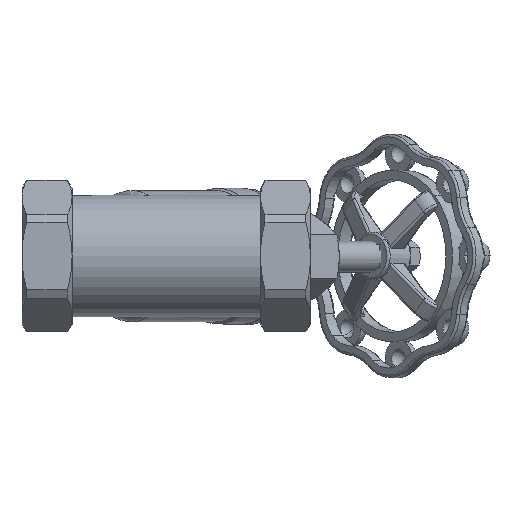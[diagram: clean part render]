
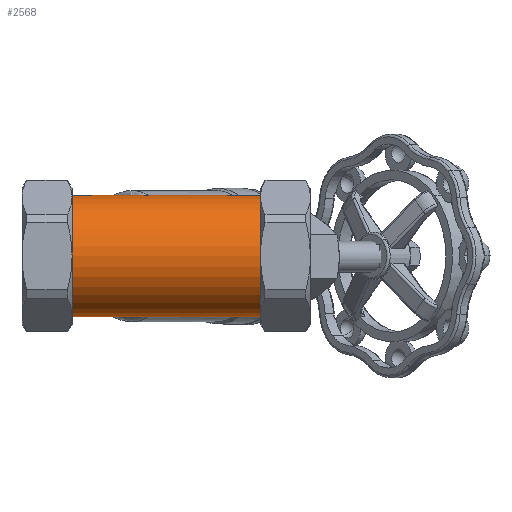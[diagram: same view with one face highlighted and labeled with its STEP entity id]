
A CAD part, front view. The second image highlights one B-rep face of the part: STEP entity #2568.
In plain terms, the highlighted cylindrical face has radius 25.5 mm (diameter 51 mm), a partial arc.
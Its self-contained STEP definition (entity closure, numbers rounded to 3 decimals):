
#1013 = VECTOR ( 'NONE', #1087, 1000. ) ;
#1087 = DIRECTION ( 'NONE',  ( -1., 0., 0. ) ) ;
#1704 = CIRCLE ( 'NONE', #26923, 25.5 ) ;
#1802 = ORIENTED_EDGE ( 'NONE', *, *, #2686, .T. ) ;
#2568 = ADVANCED_FACE ( 'NONE', ( #38590 ), #35217, .T. ) ;
#2686 = EDGE_CURVE ( 'NONE', #27912, #6645, #38998, .T. ) ;
#4108 = VERTEX_POINT ( 'NONE', #38372 ) ;
#4329 = CARTESIAN_POINT ( 'NONE',  ( 39.5, 0., 0. ) ) ;
#4619 = VECTOR ( 'NONE', #18712, 1000. ) ;
#5236 = CARTESIAN_POINT ( 'NONE',  ( -9.172, -0.372, 25.497 ) ) ;
#5458 = CARTESIAN_POINT ( 'NONE',  ( -8.927, -0.438, 25.496 ) ) ;
#5628 = CARTESIAN_POINT ( 'NONE',  ( -7.2, -0.079, -25.5 ) ) ;
#5847 = DIRECTION ( 'NONE',  ( 1., 0., 0. ) ) ;
#6487 = CARTESIAN_POINT ( 'NONE',  ( 39.5, 0., -25.5 ) ) ;
#6645 = VERTEX_POINT ( 'NONE', #13350 ) ;
#6700 = CARTESIAN_POINT ( 'NONE',  ( 39.5, 0., -25.5 ) ) ;
#6896 = EDGE_CURVE ( 'NONE', #43201, #4108, #31248, .T. ) ;
#7117 = B_SPLINE_CURVE_WITH_KNOTS ( 'NONE', 3,
 ( #8333, #43061, #8560, #29974, #29536, #11940, #33139, #36500, #19134, #29758, #12618, #39442 ),
 .UNSPECIFIED., .F., .F.,
 ( 4, 2, 2, 2, 2, 4 ),
 ( 0.014, 0.015, 0.016, 0.017, 0.017, 0.017 ),
 .UNSPECIFIED. ) ;
#7850 = VECTOR ( 'NONE', #35082, 1000. ) ;
#8333 = CARTESIAN_POINT ( 'NONE',  ( -10.117, 0., -25.5 ) ) ;
#8390 = CARTESIAN_POINT ( 'NONE',  ( -8.419, -0.504, 25.495 ) ) ;
#8560 = CARTESIAN_POINT ( 'NONE',  ( -9.654, -0.207, -25.499 ) ) ;
#8847 = EDGE_CURVE ( 'NONE', #35930, #27912, #16156, .T. ) ;
#9959 = ORIENTED_EDGE ( 'NONE', *, *, #20816, .F. ) ;
#11506 = CARTESIAN_POINT ( 'NONE',  ( 39.5, 0., -25.5 ) ) ;
#11863 = LINE ( 'NONE', #39136, #7850 ) ;
#11940 = CARTESIAN_POINT ( 'NONE',  ( -8.418, -0.512, -25.495 ) ) ;
#12618 = CARTESIAN_POINT ( 'NONE',  ( -7.33, -0.211, -25.499 ) ) ;
#13119 = ORIENTED_EDGE ( 'NONE', *, *, #8847, .T. ) ;
#13350 = CARTESIAN_POINT ( 'NONE',  ( -10.117, 0., 25.5 ) ) ;
#13700 = CARTESIAN_POINT ( 'NONE',  ( -7.239, -0.119, -25.5 ) ) ;
#15437 = EDGE_CURVE ( 'NONE', #41215, #43201, #7117, .T. ) ;
#15588 = CARTESIAN_POINT ( 'NONE',  ( -7.433, -0.286, 25.498 ) ) ;
#15616 = ORIENTED_EDGE ( 'NONE', *, *, #34566, .F. ) ;
#15817 = CARTESIAN_POINT ( 'NONE',  ( -7.33, -0.211, 25.499 ) ) ;
#15989 = CARTESIAN_POINT ( 'NONE',  ( -7.121, 0., -25.5 ) ) ;
#16156 = B_SPLINE_CURVE_WITH_KNOTS ( 'NONE', 3,
 ( #26631, #26169, #37006, #30014 ),
 .UNSPECIFIED., .F., .F.,
 ( 4, 4 ),
 ( 0.056, 0.057 ),
 .UNSPECIFIED. ) ;
#16293 = VERTEX_POINT ( 'NONE', #26821 ) ;
#16361 = DIRECTION ( 'NONE',  ( -1., 0., 0. ) ) ;
#16682 = CARTESIAN_POINT ( 'NONE',  ( 39.5, 0., 25.5 ) ) ;
#16972 = CARTESIAN_POINT ( 'NONE',  ( -7.121, 0., 25.5 ) ) ;
#18035 = CARTESIAN_POINT ( 'NONE',  ( -10.117, 0., -25.5 ) ) ;
#18069 = DIRECTION ( 'NONE',  ( -1., 0., 0. ) ) ;
#18258 = LINE ( 'NONE', #11506, #4619 ) ;
#18712 = DIRECTION ( 'NONE',  ( -1., 0., 0. ) ) ;
#18974 = CARTESIAN_POINT ( 'NONE',  ( -9.887, -0.109, 25.5 ) ) ;
#19134 = CARTESIAN_POINT ( 'NONE',  ( -7.663, -0.403, -25.497 ) ) ;
#20446 = DIRECTION ( 'NONE',  ( -1., 0., 0. ) ) ;
#20718 = CARTESIAN_POINT ( 'NONE',  ( 39.5, 0., 25.5 ) ) ;
#20816 = EDGE_CURVE ( 'NONE', #26734, #4108, #18258, .T. ) ;
#22581 = CARTESIAN_POINT ( 'NONE',  ( -8.036, -0.494, 25.495 ) ) ;
#24316 = LINE ( 'NONE', #20718, #1013 ) ;
#25039 = AXIS2_PLACEMENT_3D ( 'NONE', #4329, #18069, #31848 ) ;
#25236 = AXIS2_PLACEMENT_3D ( 'NONE', #36719, #5847, #33354 ) ;
#25346 = EDGE_CURVE ( 'NONE', #42955, #16293, #1704, .T. ) ;
#25576 = ORIENTED_EDGE ( 'NONE', *, *, #27051, .T. ) ;
#25876 = CARTESIAN_POINT ( 'NONE',  ( -39.5, 0., -25.5 ) ) ;
#26169 = CARTESIAN_POINT ( 'NONE',  ( -7.161, -0.039, 25.5 ) ) ;
#26604 = VECTOR ( 'NONE', #20446, 1000. ) ;
#26631 = CARTESIAN_POINT ( 'NONE',  ( -7.121, 0., 25.5 ) ) ;
#26734 = VERTEX_POINT ( 'NONE', #6487 ) ;
#26821 = CARTESIAN_POINT ( 'NONE',  ( -39.5, 0., 25.5 ) ) ;
#26923 = AXIS2_PLACEMENT_3D ( 'NONE', #33534, #16361, #36676 ) ;
#27051 = EDGE_CURVE ( 'NONE', #29252, #35930, #11863, .T. ) ;
#27912 = VERTEX_POINT ( 'NONE', #41602 ) ;
#28855 = CIRCLE ( 'NONE', #25236, 25.5 ) ;
#28912 = CARTESIAN_POINT ( 'NONE',  ( -8.546, -0.493, 25.495 ) ) ;
#29252 = VERTEX_POINT ( 'NONE', #16682 ) ;
#29422 = EDGE_CURVE ( 'NONE', #6645, #16293, #24316, .T. ) ;
#29536 = CARTESIAN_POINT ( 'NONE',  ( -8.924, -0.439, -25.496 ) ) ;
#29605 = CARTESIAN_POINT ( 'NONE',  ( -7.662, -0.403, 25.497 ) ) ;
#29758 = CARTESIAN_POINT ( 'NONE',  ( -7.435, -0.287, -25.498 ) ) ;
#29974 = CARTESIAN_POINT ( 'NONE',  ( -9.171, -0.372, -25.497 ) ) ;
#30014 = CARTESIAN_POINT ( 'NONE',  ( -7.239, -0.119, 25.5 ) ) ;
#31248 = B_SPLINE_CURVE_WITH_KNOTS ( 'NONE', 3,
 ( #33370, #5628, #32920, #15989 ),
 .UNSPECIFIED., .F., .F.,
 ( 4, 4 ),
 ( 0.003, 0.003 ),
 .UNSPECIFIED. ) ;
#31848 = DIRECTION ( 'NONE',  ( 0., 0., 1. ) ) ;
#32293 = CARTESIAN_POINT ( 'NONE',  ( -7.239, -0.119, 25.5 ) ) ;
#32920 = CARTESIAN_POINT ( 'NONE',  ( -7.161, -0.039, -25.5 ) ) ;
#33139 = CARTESIAN_POINT ( 'NONE',  ( -8.163, -0.519, -25.495 ) ) ;
#33354 = DIRECTION ( 'NONE',  ( 0., 0., -1. ) ) ;
#33370 = CARTESIAN_POINT ( 'NONE',  ( -7.239, -0.119, -25.5 ) ) ;
#33534 = CARTESIAN_POINT ( 'NONE',  ( -39.5, 0., 0. ) ) ;
#33624 = ORIENTED_EDGE ( 'NONE', *, *, #15437, .T. ) ;
#34507 = ORIENTED_EDGE ( 'NONE', *, *, #25346, .F. ) ;
#34566 = EDGE_CURVE ( 'NONE', #29252, #26734, #28855, .T. ) ;
#35082 = DIRECTION ( 'NONE',  ( -1., 0., 0. ) ) ;
#35217 = CYLINDRICAL_SURFACE ( 'NONE', #25039, 25.5 ) ;
#35930 = VERTEX_POINT ( 'NONE', #16972 ) ;
#36126 = CARTESIAN_POINT ( 'NONE',  ( -8.165, -0.504, 25.495 ) ) ;
#36500 = CARTESIAN_POINT ( 'NONE',  ( -7.785, -0.443, -25.496 ) ) ;
#36676 = DIRECTION ( 'NONE',  ( 0., 0., 1. ) ) ;
#36719 = CARTESIAN_POINT ( 'NONE',  ( 39.5, 0., 0. ) ) ;
#37006 = CARTESIAN_POINT ( 'NONE',  ( -7.2, -0.079, 25.5 ) ) ;
#38178 = ORIENTED_EDGE ( 'NONE', *, *, #6896, .T. ) ;
#38372 = CARTESIAN_POINT ( 'NONE',  ( -7.121, 0., -25.5 ) ) ;
#38461 = ORIENTED_EDGE ( 'NONE', *, *, #29422, .T. ) ;
#38590 = FACE_OUTER_BOUND ( 'NONE', #44648, .T. ) ;
#38998 = B_SPLINE_CURVE_WITH_KNOTS ( 'NONE', 3,
 ( #32293, #15817, #15588, #29605, #42442, #22581, #36126, #8390, #28912, #5458, #5236, #39275, #18974, #42674 ),
 .UNSPECIFIED., .F., .F.,
 ( 4, 2, 2, 2, 2, 2, 4 ),
 ( 0., 0., 0.001, 0.001, 0.002, 0.002, 0.003 ),
 .UNSPECIFIED. ) ;
#39136 = CARTESIAN_POINT ( 'NONE',  ( 39.5, 0., 25.5 ) ) ;
#39275 = CARTESIAN_POINT ( 'NONE',  ( -9.651, -0.208, 25.499 ) ) ;
#39442 = CARTESIAN_POINT ( 'NONE',  ( -7.239, -0.119, -25.5 ) ) ;
#41215 = VERTEX_POINT ( 'NONE', #18035 ) ;
#41220 = LINE ( 'NONE', #6700, #26604 ) ;
#41602 = CARTESIAN_POINT ( 'NONE',  ( -7.239, -0.119, 25.5 ) ) ;
#41932 = EDGE_CURVE ( 'NONE', #41215, #42955, #41220, .T. ) ;
#42442 = CARTESIAN_POINT ( 'NONE',  ( -7.785, -0.443, 25.496 ) ) ;
#42674 = CARTESIAN_POINT ( 'NONE',  ( -10.117, 0., 25.5 ) ) ;
#42955 = VERTEX_POINT ( 'NONE', #25876 ) ;
#43061 = CARTESIAN_POINT ( 'NONE',  ( -9.887, -0.109, -25.5 ) ) ;
#43201 = VERTEX_POINT ( 'NONE', #13700 ) ;
#43391 = ORIENTED_EDGE ( 'NONE', *, *, #41932, .F. ) ;
#44648 = EDGE_LOOP ( 'NONE', ( #9959, #15616, #25576, #13119, #1802, #38461, #34507, #43391, #33624, #38178 ) ) ;
